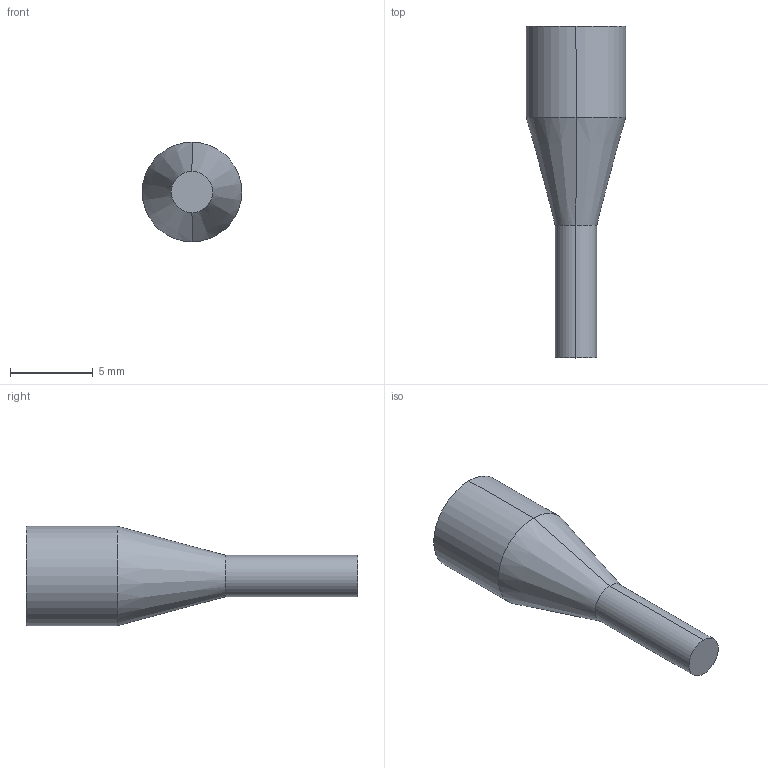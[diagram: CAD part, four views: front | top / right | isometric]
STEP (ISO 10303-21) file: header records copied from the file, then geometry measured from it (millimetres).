
FILE_DESCRIPTION (( 'STEP AP214' ), '1' );
FILE_NAME ('INGUN_22661.STEP', '2024-07-22T12:25:43', ( '' ), ( '' ), 'SwSTEP 2.0', 'SolidWorks 2021', '' );
FILE_SCHEMA (( 'AUTOMOTIVE_DESIGN' ));
Length unit declared in the file: millimetre
Products named in the file (1): INGUN_22661
Bounding box: 6 x 20 x 6 mm (x, y, z)
Volume: 251.7 mm3; surface area: 353.2 mm2
Topology: 1 solids, 1 shells, 12 faces, 24 edges, 13 vertices
Faces by surface type: cylinder 6, cone 4, plane 2
Entity records: 354 total; most frequent: DIRECTION 60, CARTESIAN_POINT 48, ORIENTED_EDGE 44, AXIS2_PLACEMENT_3D 25, EDGE_CURVE 22, EDGE_LOOP 13, VERTEX_POINT 13, CIRCLE 12
